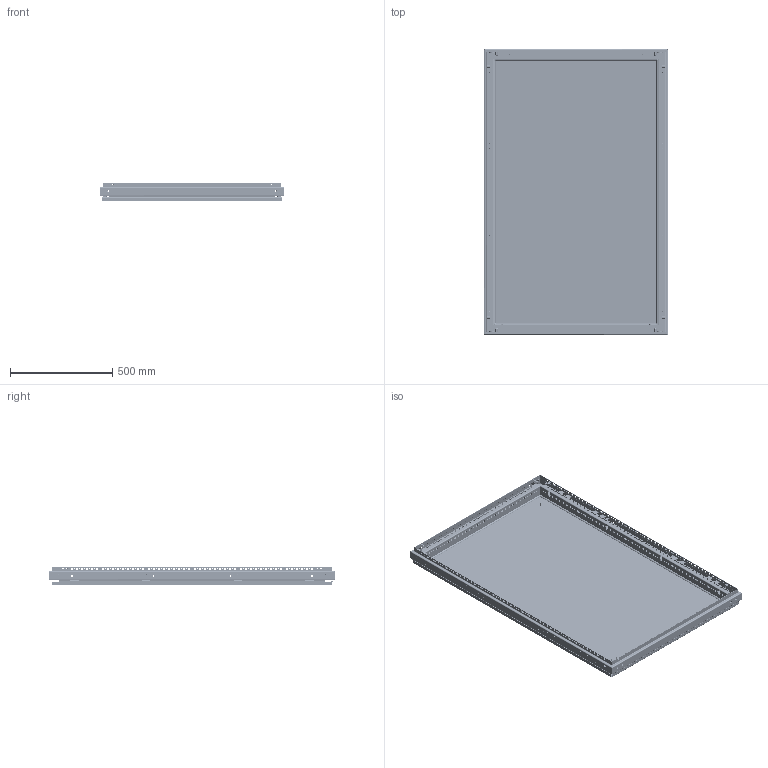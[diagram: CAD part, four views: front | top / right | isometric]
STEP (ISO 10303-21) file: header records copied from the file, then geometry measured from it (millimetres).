
FILE_DESCRIPTION (( 'STEP AP214' ), '1' );
FILE_NAME ('Ñâàðíàÿ ðàìà ñ çàäíåé ïàíåëüþ W900H1400.STEP', '2024-08-14T10:17:19', ( '' ), ( '' ), 'SwSTEP 2.0', 'SolidWorks 2021', '' );
FILE_SCHEMA (( 'AUTOMOTIVE_DESIGN' ));
Length unit declared in the file: millimetre
Products named in the file (19): Áîêîâîé ïðîôèëü1 H1400; Ãàéêà êëåòüåâàÿ DIN 88109-Ì6-(1,7-2,5)-Zn ; Áîêîâîé ïðîôèëü H1400; Çàêëåïêà ðåçüáîâàÿ Ì8 øåñòèãðàííàÿ ñ óìåíüøåííûì áîðòîì; Ñâàðíàÿ ðàìà W900H1400; Çàäíÿÿ ïàíåëü ÑÁ W900H1400; Êðåïëåíèå çàäíåé ïàíåëè; Áîáûøêà; Øïèëüêà ïðèâàðíàÿ Ì6õ16; Âèíò Ì6õ16 ìåáåëüíûé; Çàäíÿÿ ïàíåëü W900H1400; Ãîðèçîíòàëüíûé ïðîôèëü W900; Ãàñêåòèíã çàäíåé ïàíåëè W900H1400; Áîêîâîé ïðîôèëü2 H1400; Çàêëåïêà ðåçüáîâàÿ Ì6 øåñòèãðàííàÿ ñ óìåíüøåííûì áîðòîì; Ñâàðíàÿ ðàìà ñ çàäíåé ïàíåëüþ W900H1400; 600.000; Ãîðèçîíòàëüíûé ïðîôèëü1 W900; Ãîðèçîíòàëüíûé ïðîôèëü2 W900
Assembly tree (92 placements, depth 4):
  Ñâàðíàÿ ðàìà ñ çàäíåé ïàíåëüþ W900H1400
    Ñâàðíàÿ ðàìà W900H1400
      Ãîðèçîíòàëüíûé ïðîôèëü W900  x2
        Ãîðèçîíòàëüíûé ïðîôèëü1 W900
        Ãîðèçîíòàëüíûé ïðîôèëü2 W900
        600.000
        Áîáûøêà
      Áîêîâîé ïðîôèëü H1400  x2
        Áîêîâîé ïðîôèëü1 H1400
        Áîêîâîé ïðîôèëü2 H1400
      Çàêëåïêà ðåçüáîâàÿ Ì8 øåñòèãðàííàÿ ñ óìåíüøåííûì áîðòîì  x8
      Çàêëåïêà ðåçüáîâàÿ Ì6 øåñòèãðàííàÿ ñ óìåíüøåííûì áîðòîì  x26
    Çàäíÿÿ ïàíåëü ÑÁ W900H1400
      Çàäíÿÿ ïàíåëü W900H1400
      Ãàñêåòèíã çàäíåé ïàíåëè W900H1400
      Øïèëüêà ïðèâàðíàÿ Ì6õ16  x2
    Êðåïëåíèå çàäíåé ïàíåëè  x8
    Âèíò Ì6õ16 ìåáåëüíûé  x24
    Ãàéêà êëåòüåâàÿ DIN 88109-Ì6-(1,7-2,5)-Zn   x8
Bounding box: 901.2 x 1396 x 90.9 mm (x, y, z)
Volume: 4243959.6 mm3; surface area: 4867473.3 mm2
Topology: 94 solids, 94 shells, 8317 faces, 22079 edges, 13996 vertices
Faces by surface type: plane 4461, cylinder 3082, cone 472, bspline 250, torus 52
Entity records: 81555 total; most frequent: CARTESIAN_POINT 21318, ORIENTED_EDGE 12342, DIRECTION 11724, EDGE_CURVE 6171, VECTOR 4606, LINE 4606, VERTEX_POINT 4004, AXIS2_PLACEMENT_3D 3559
